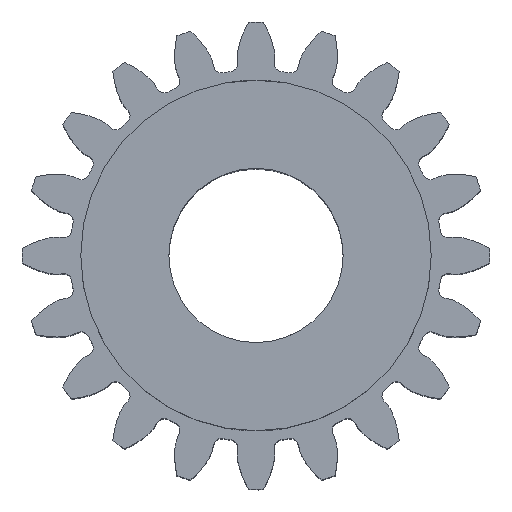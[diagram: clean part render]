
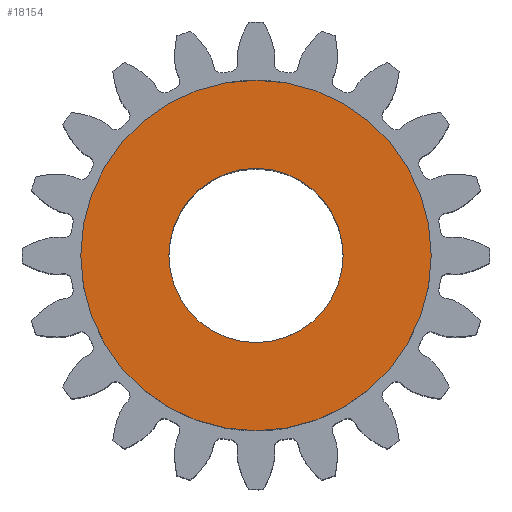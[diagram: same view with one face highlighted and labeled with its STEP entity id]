
A CAD part, top view. The second image highlights one B-rep face of the part: STEP entity #18154.
In plain terms, the highlighted planar face has unit normal (0, 0, 1).
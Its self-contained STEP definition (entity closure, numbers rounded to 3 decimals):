
#6466 = CYLINDRICAL_SURFACE('',#6467,4.1);
#6467 = AXIS2_PLACEMENT_3D('',#6468,#6469,#6470);
#6468 = CARTESIAN_POINT('',(0.,0.,23.));
#6469 = DIRECTION('',(0.,0.,1.));
#6470 = DIRECTION('',(1.,0.,0.));
#11429 = CYLINDRICAL_SURFACE('',#11430,8.25);
#11430 = AXIS2_PLACEMENT_3D('',#11431,#11432,#11433);
#11431 = CARTESIAN_POINT('',(0.,0.,17.));
#11432 = DIRECTION('',(0.,0.,1.));
#11433 = DIRECTION('',(1.,0.,0.));
#16744 = VERTEX_POINT('',#16745);
#16745 = CARTESIAN_POINT('',(4.1,0.,23.));
#16766 = EDGE_CURVE('',#16744,#16744,#16767,.T.);
#16767 = SURFACE_CURVE('',#16768,(#16773,#16780),.PCURVE_S1.);
#16768 = CIRCLE('',#16769,4.1);
#16769 = AXIS2_PLACEMENT_3D('',#16770,#16771,#16772);
#16770 = CARTESIAN_POINT('',(0.,0.,23.));
#16771 = DIRECTION('',(0.,0.,1.));
#16772 = DIRECTION('',(1.,0.,0.));
#16773 = PCURVE('',#6466,#16774);
#16774 = DEFINITIONAL_REPRESENTATION('',(#16775),#16779);
#16775 = LINE('',#16776,#16777);
#16776 = CARTESIAN_POINT('',(0.,0.));
#16777 = VECTOR('',#16778,1.);
#16778 = DIRECTION('',(1.,0.));
#16779 = ( GEOMETRIC_REPRESENTATION_CONTEXT(2) 
PARAMETRIC_REPRESENTATION_CONTEXT() REPRESENTATION_CONTEXT('2D SPACE',''
  ) );
#16780 = PCURVE('',#16781,#16786);
#16781 = PLANE('',#16782);
#16782 = AXIS2_PLACEMENT_3D('',#16783,#16784,#16785);
#16783 = CARTESIAN_POINT('',(0.,0.,23.));
#16784 = DIRECTION('',(0.,0.,-1.));
#16785 = DIRECTION('',(1.,0.,0.));
#16786 = DEFINITIONAL_REPRESENTATION('',(#16787),#16795);
#16787 = ( BOUNDED_CURVE() B_SPLINE_CURVE(2,(#16788,#16789,#16790,#16791
    ,#16792,#16793,#16794),.UNSPECIFIED.,.F.,.F.) 
B_SPLINE_CURVE_WITH_KNOTS((1,2,2,2,2,1),(-2.094,0.,
    2.094,4.189,6.283,8.378),
.UNSPECIFIED.) CURVE() GEOMETRIC_REPRESENTATION_ITEM() 
RATIONAL_B_SPLINE_CURVE((1.,0.5,1.,0.5,1.,0.5,1.)) REPRESENTATION_ITEM(
  '') );
#16788 = CARTESIAN_POINT('',(4.1,0.));
#16789 = CARTESIAN_POINT('',(4.1,-7.101));
#16790 = CARTESIAN_POINT('',(-2.05,-3.551));
#16791 = CARTESIAN_POINT('',(-8.2,0.));
#16792 = CARTESIAN_POINT('',(-2.05,3.551));
#16793 = CARTESIAN_POINT('',(4.1,7.101));
#16794 = CARTESIAN_POINT('',(4.1,0.));
#16795 = ( GEOMETRIC_REPRESENTATION_CONTEXT(2) 
PARAMETRIC_REPRESENTATION_CONTEXT() REPRESENTATION_CONTEXT('2D SPACE',''
  ) );
#17444 = VERTEX_POINT('',#17445);
#17445 = CARTESIAN_POINT('',(8.25,0.,23.));
#17466 = EDGE_CURVE('',#17444,#17444,#17467,.T.);
#17467 = SURFACE_CURVE('',#17468,(#17473,#17480),.PCURVE_S1.);
#17468 = CIRCLE('',#17469,8.25);
#17469 = AXIS2_PLACEMENT_3D('',#17470,#17471,#17472);
#17470 = CARTESIAN_POINT('',(0.,0.,23.));
#17471 = DIRECTION('',(0.,0.,-1.));
#17472 = DIRECTION('',(1.,0.,0.));
#17473 = PCURVE('',#11429,#17474);
#17474 = DEFINITIONAL_REPRESENTATION('',(#17475),#17479);
#17475 = LINE('',#17476,#17477);
#17476 = CARTESIAN_POINT('',(0.,6.));
#17477 = VECTOR('',#17478,1.);
#17478 = DIRECTION('',(-1.,0.));
#17479 = ( GEOMETRIC_REPRESENTATION_CONTEXT(2) 
PARAMETRIC_REPRESENTATION_CONTEXT() REPRESENTATION_CONTEXT('2D SPACE',''
  ) );
#17480 = PCURVE('',#16781,#17481);
#17481 = DEFINITIONAL_REPRESENTATION('',(#17482),#17486);
#17482 = CIRCLE('',#17483,8.25);
#17483 = AXIS2_PLACEMENT_2D('',#17484,#17485);
#17484 = CARTESIAN_POINT('',(0.,0.));
#17485 = DIRECTION('',(1.,0.));
#17486 = ( GEOMETRIC_REPRESENTATION_CONTEXT(2) 
PARAMETRIC_REPRESENTATION_CONTEXT() REPRESENTATION_CONTEXT('2D SPACE',''
  ) );
#18154 = ADVANCED_FACE('',(#18155,#18158),#16781,.F.);
#18155 = FACE_BOUND('',#18156,.F.);
#18156 = EDGE_LOOP('',(#18157));
#18157 = ORIENTED_EDGE('',*,*,#17466,.T.);
#18158 = FACE_BOUND('',#18159,.F.);
#18159 = EDGE_LOOP('',(#18160));
#18160 = ORIENTED_EDGE('',*,*,#16766,.T.);
